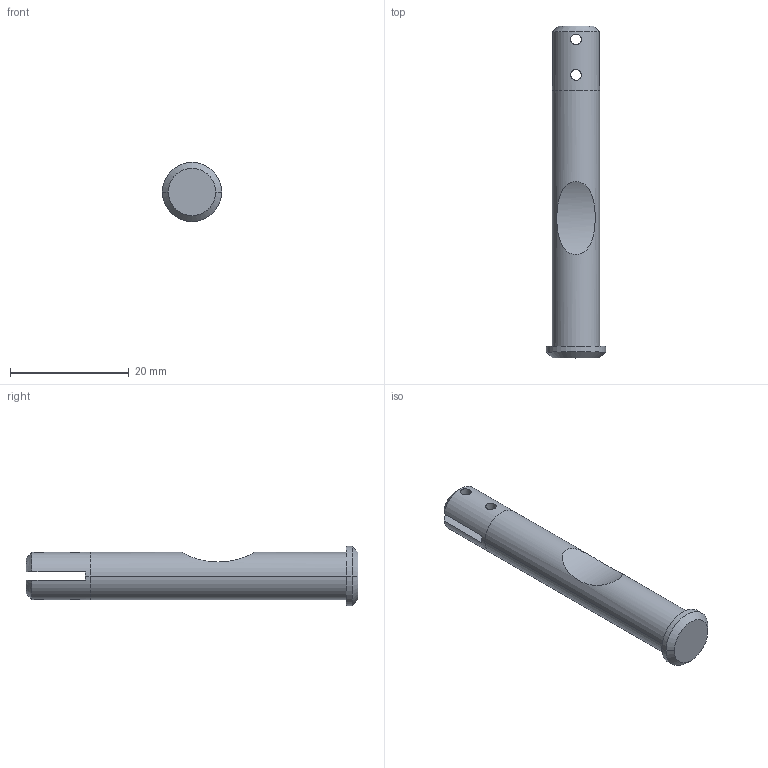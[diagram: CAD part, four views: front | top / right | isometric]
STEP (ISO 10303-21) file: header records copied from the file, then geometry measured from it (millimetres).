
FILE_DESCRIPTION(('CATIA V5 STEP Exchange'),'2;1');
FILE_NAME('Axe de verrouillage - 01 - Longueur.stp','2019-05-08T14:14:22+00:00',('none'),('none'),'CATIA Version 5 Release 21 GA (IN-10)','CATIA V5 STEP AP203','none');
FILE_SCHEMA(('CONFIG_CONTROL_DESIGN'));
Length unit declared in the file: millimetre
Products named in the file (1): Axe de verrouillage - 01 - Longueur
Bounding box: 10 x 56 x 10 mm (x, y, z)
Volume: 2638.9 mm3; surface area: 1714.6 mm2
Topology: 1 solids, 1 shells, 28 faces, 82 edges, 54 vertices
Faces by surface type: cylinder 15, plane 9, cone 4
Entity records: 1028 total; most frequent: CARTESIAN_POINT 301, ORIENTED_EDGE 164, DIRECTION 100, EDGE_CURVE 82, VERTEX_POINT 54, AXIS2_PLACEMENT_3D 51, VECTOR 34, CIRCLE 34
